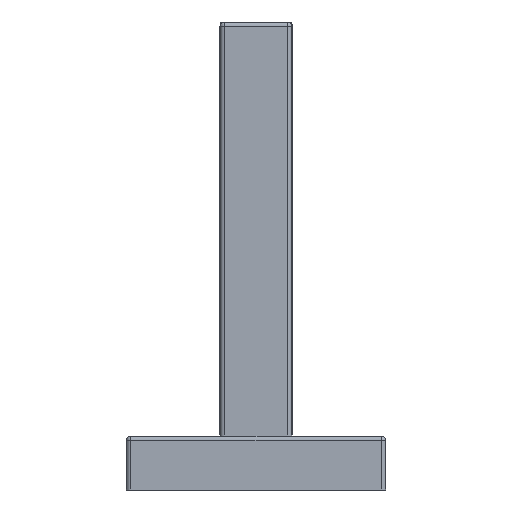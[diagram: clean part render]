
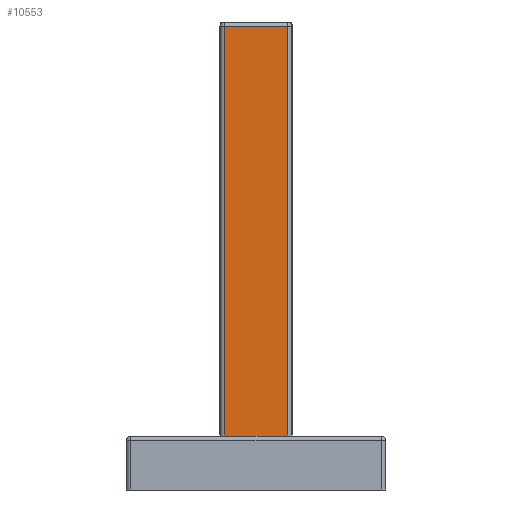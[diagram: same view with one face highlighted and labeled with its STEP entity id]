
A CAD part, left-side view. The second image highlights one B-rep face of the part: STEP entity #10553.
In plain terms, the highlighted planar face has unit normal (-1, 0, 0).
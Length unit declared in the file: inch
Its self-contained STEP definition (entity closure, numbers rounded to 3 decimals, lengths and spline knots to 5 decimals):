
#7908=DIRECTION('',(0.,-1.,0.));
#7909=VECTOR('',#7908,0.44);
#7910=CARTESIAN_POINT('',(-0.25,0.22,0.1));
#7911=LINE('',#7910,#7909);
#7912=DIRECTION('',(0.,0.,-1.));
#7913=VECTOR('',#7912,2.845);
#7914=CARTESIAN_POINT('',(-0.25,0.22,2.945));
#7915=LINE('',#7914,#7913);
#7916=DIRECTION('',(0.,-1.,0.));
#7917=VECTOR('',#7916,0.44);
#7918=CARTESIAN_POINT('',(-0.25,0.22,2.945));
#7919=LINE('',#7918,#7917);
#7920=DIRECTION('',(0.,0.,-1.));
#7921=VECTOR('',#7920,2.845);
#7922=CARTESIAN_POINT('',(-0.25,-0.22,2.945));
#7923=LINE('',#7922,#7921);
#10127=CARTESIAN_POINT('',(-0.25,0.22,2.945));
#10128=CARTESIAN_POINT('',(-0.25,-0.22,2.945));
#10129=VERTEX_POINT('',#10127);
#10130=VERTEX_POINT('',#10128);
#10283=CARTESIAN_POINT('',(-0.25,0.22,0.1));
#10284=CARTESIAN_POINT('',(-0.25,-0.22,0.1));
#10285=VERTEX_POINT('',#10283);
#10286=VERTEX_POINT('',#10284);
#10539=CARTESIAN_POINT('',(-0.25,0.25,0.));
#10540=DIRECTION('',(-1.,0.,0.));
#10541=DIRECTION('',(0.,-1.,0.));
#10542=AXIS2_PLACEMENT_3D('',#10539,#10540,#10541);
#10543=PLANE('',#10542);
#10544=ORIENTED_EDGE('',*,*,#10494,.F.);
#10546=ORIENTED_EDGE('',*,*,#10545,.F.);
#10548=ORIENTED_EDGE('',*,*,#10547,.T.);
#10550=ORIENTED_EDGE('',*,*,#10549,.T.);
#10551=EDGE_LOOP('',(#10544,#10546,#10548,#10550));
#10552=FACE_OUTER_BOUND('',#10551,.F.);
#10553=ADVANCED_FACE('',(#10552),#10543,.T.);
#10494=EDGE_CURVE('',#10285,#10286,#7911,.T.);
#10545=EDGE_CURVE('',#10129,#10285,#7915,.T.);
#10547=EDGE_CURVE('',#10129,#10130,#7919,.T.);
#10549=EDGE_CURVE('',#10130,#10286,#7923,.T.);
